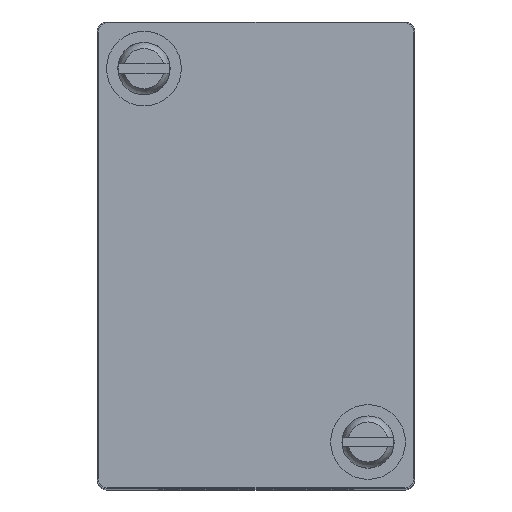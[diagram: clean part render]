
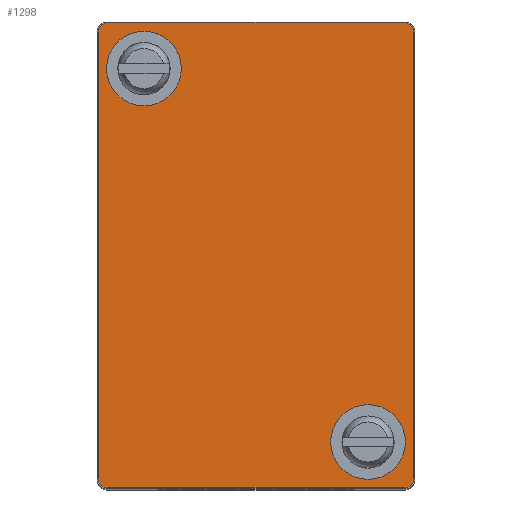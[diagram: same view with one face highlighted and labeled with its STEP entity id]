
A CAD part, top view. The second image highlights one B-rep face of the part: STEP entity #1298.
In plain terms, the highlighted planar face has unit normal (0, 0, 1).
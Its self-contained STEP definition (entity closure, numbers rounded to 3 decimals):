
#66=FACE_BOUND('',#412,.T.);
#67=FACE_BOUND('',#413,.T.);
#133=LINE('',#2248,#195);
#134=LINE('',#2252,#196);
#135=LINE('',#2256,#197);
#136=LINE('',#2260,#198);
#195=VECTOR('',#1780,47.8);
#196=VECTOR('',#1783,31.8);
#197=VECTOR('',#1786,47.8);
#198=VECTOR('',#1789,31.8);
#244=PLANE('',#1449);
#305=FACE_OUTER_BOUND('',#411,.T.);
#411=EDGE_LOOP('',(#1094,#1095,#1096,#1097,#1098,#1099,#1100,#1101));
#412=EDGE_LOOP('',(#1102));
#413=EDGE_LOOP('',(#1103));
#523=CIRCLE('',#1430,4.);
#527=CIRCLE('',#1439,4.);
#536=CIRCLE('',#1450,1.);
#537=CIRCLE('',#1451,1.);
#538=CIRCLE('',#1452,1.);
#539=CIRCLE('',#1453,1.);
#660=VERTEX_POINT('',#2202);
#662=VERTEX_POINT('',#2213);
#677=VERTEX_POINT('',#2246);
#678=VERTEX_POINT('',#2247);
#679=VERTEX_POINT('',#2249);
#680=VERTEX_POINT('',#2251);
#681=VERTEX_POINT('',#2253);
#682=VERTEX_POINT('',#2255);
#683=VERTEX_POINT('',#2257);
#684=VERTEX_POINT('',#2259);
#815=EDGE_CURVE('',#660,#660,#523,.T.);
#819=EDGE_CURVE('',#662,#662,#527,.T.);
#835=EDGE_CURVE('',#677,#678,#133,.T.);
#836=EDGE_CURVE('',#678,#679,#536,.T.);
#837=EDGE_CURVE('',#679,#680,#134,.T.);
#838=EDGE_CURVE('',#680,#681,#537,.T.);
#839=EDGE_CURVE('',#681,#682,#135,.T.);
#840=EDGE_CURVE('',#682,#683,#538,.T.);
#841=EDGE_CURVE('',#683,#684,#136,.T.);
#842=EDGE_CURVE('',#684,#677,#539,.T.);
#1094=ORIENTED_EDGE('',*,*,#835,.T.);
#1095=ORIENTED_EDGE('',*,*,#836,.T.);
#1096=ORIENTED_EDGE('',*,*,#837,.T.);
#1097=ORIENTED_EDGE('',*,*,#838,.T.);
#1098=ORIENTED_EDGE('',*,*,#839,.T.);
#1099=ORIENTED_EDGE('',*,*,#840,.T.);
#1100=ORIENTED_EDGE('',*,*,#841,.T.);
#1101=ORIENTED_EDGE('',*,*,#842,.T.);
#1102=ORIENTED_EDGE('',*,*,#815,.F.);
#1103=ORIENTED_EDGE('',*,*,#819,.F.);
#1298=ADVANCED_FACE('',(#305,#66,#67),#244,.T.);
#1430=AXIS2_PLACEMENT_3D('',#2203,#1733,#1734);
#1439=AXIS2_PLACEMENT_3D('',#2214,#1751,#1752);
#1449=AXIS2_PLACEMENT_3D('',#2245,#1778,#1779);
#1450=AXIS2_PLACEMENT_3D('',#2250,#1781,#1782);
#1451=AXIS2_PLACEMENT_3D('',#2254,#1784,#1785);
#1452=AXIS2_PLACEMENT_3D('',#2258,#1787,#1788);
#1453=AXIS2_PLACEMENT_3D('',#2261,#1790,#1791);
#1733=DIRECTION('center_axis',(0.,0.,1.));
#1734=DIRECTION('ref_axis',(1.,0.,0.));
#1751=DIRECTION('center_axis',(0.,0.,1.));
#1752=DIRECTION('ref_axis',(1.,0.,0.));
#1778=DIRECTION('center_axis',(0.,0.,1.));
#1779=DIRECTION('ref_axis',(1.,0.,0.));
#1780=DIRECTION('',(0.,-1.,0.));
#1781=DIRECTION('center_axis',(0.,0.,1.));
#1782=DIRECTION('ref_axis',(1.,0.,0.));
#1783=DIRECTION('',(1.,0.,0.));
#1784=DIRECTION('center_axis',(0.,0.,1.));
#1785=DIRECTION('ref_axis',(1.,0.,0.));
#1786=DIRECTION('',(0.,1.,0.));
#1787=DIRECTION('center_axis',(0.,0.,1.));
#1788=DIRECTION('ref_axis',(1.,0.,0.));
#1789=DIRECTION('',(-1.,0.,0.));
#1790=DIRECTION('center_axis',(0.,0.,1.));
#1791=DIRECTION('ref_axis',(1.,0.,0.));
#2202=CARTESIAN_POINT('',(-8.,20.,80.));
#2203=CARTESIAN_POINT('Origin',(-12.,20.,80.));
#2213=CARTESIAN_POINT('',(16.,-20.,80.));
#2214=CARTESIAN_POINT('Origin',(12.,-20.,80.));
#2245=CARTESIAN_POINT('Origin',(-15.9,-23.9,80.));
#2246=CARTESIAN_POINT('',(-16.9,23.9,80.));
#2247=CARTESIAN_POINT('',(-16.9,-23.9,80.));
#2248=CARTESIAN_POINT('',(-16.9,23.9,80.));
#2249=CARTESIAN_POINT('',(-15.9,-24.9,80.));
#2250=CARTESIAN_POINT('Origin',(-15.9,-23.9,80.));
#2251=CARTESIAN_POINT('',(15.9,-24.9,80.));
#2252=CARTESIAN_POINT('',(-15.9,-24.9,80.));
#2253=CARTESIAN_POINT('',(16.9,-23.9,80.));
#2254=CARTESIAN_POINT('Origin',(15.9,-23.9,80.));
#2255=CARTESIAN_POINT('',(16.9,23.9,80.));
#2256=CARTESIAN_POINT('',(16.9,-23.9,80.));
#2257=CARTESIAN_POINT('',(15.9,24.9,80.));
#2258=CARTESIAN_POINT('Origin',(15.9,23.9,80.));
#2259=CARTESIAN_POINT('',(-15.9,24.9,80.));
#2260=CARTESIAN_POINT('',(15.9,24.9,80.));
#2261=CARTESIAN_POINT('Origin',(-15.9,23.9,80.));
